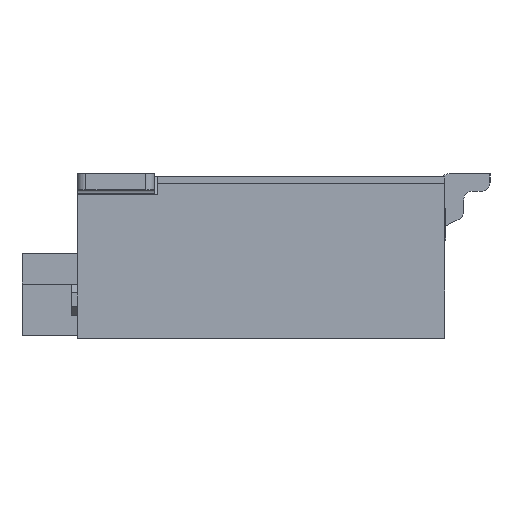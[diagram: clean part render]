
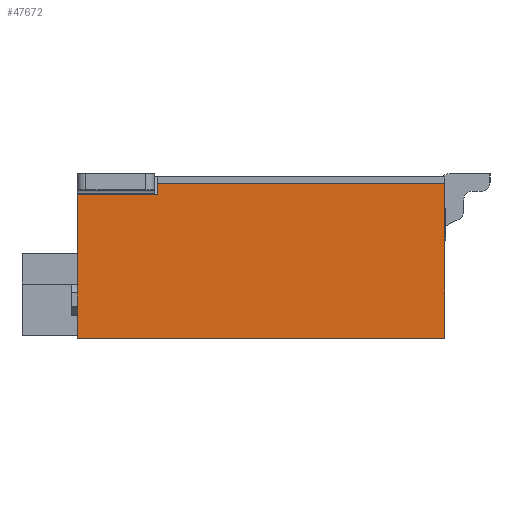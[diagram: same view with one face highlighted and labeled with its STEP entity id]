
A CAD part, left-side view. The second image highlights one B-rep face of the part: STEP entity #47672.
In plain terms, the highlighted planar face has unit normal (-1, 0, 0).
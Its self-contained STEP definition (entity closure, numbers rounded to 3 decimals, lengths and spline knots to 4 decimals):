
#1=DIRECTION('',(0.,-1.,0.));
#2=VECTOR('',#1,4.45);
#3=CARTESIAN_POINT('',(-9.975,1.6,1.145));
#4=LINE('',#3,#2);
#13=DIRECTION('',(0.,0.,-1.));
#14=VECTOR('',#13,0.17);
#15=CARTESIAN_POINT('',(-9.975,1.6,1.145));
#16=LINE('',#15,#14);
#191=DIRECTION('',(0.,1.,0.));
#192=VECTOR('',#191,5.7);
#193=CARTESIAN_POINT('',(-9.975,-2.85,-1.255));
#194=LINE('',#193,#192);
#383=DIRECTION('',(0.,0.,-1.));
#384=VECTOR('',#383,2.4);
#385=CARTESIAN_POINT('',(-9.975,-2.85,1.145));
#386=LINE('',#385,#384);
#8313=DIRECTION('',(0.,-1.,0.));
#8314=VECTOR('',#8313,1.25);
#8315=CARTESIAN_POINT('',(-9.975,2.85,0.975));
#8316=LINE('',#8315,#8314);
#8339=DIRECTION('',(0.,0.,1.));
#8340=VECTOR('',#8339,2.23);
#8341=CARTESIAN_POINT('',(-9.975,2.85,-1.255));
#8342=LINE('',#8341,#8340);
#37529=CARTESIAN_POINT('',(-9.975,1.6,1.145));
#37530=CARTESIAN_POINT('',(-9.975,-2.85,1.145));
#37531=VERTEX_POINT('',#37529);
#37532=VERTEX_POINT('',#37530);
#37533=CARTESIAN_POINT('',(-9.975,1.6,0.975));
#37534=VERTEX_POINT('',#37533);
#37535=CARTESIAN_POINT('',(-9.975,2.85,0.975));
#37536=VERTEX_POINT('',#37535);
#37537=CARTESIAN_POINT('',(-9.975,2.85,-1.255));
#37538=VERTEX_POINT('',#37537);
#37539=CARTESIAN_POINT('',(-9.975,-2.85,-1.255));
#37540=VERTEX_POINT('',#37539);
#47653=CARTESIAN_POINT('',(-9.975,0.,-0.055));
#47654=DIRECTION('',(1.,0.,0.));
#47655=DIRECTION('',(0.,-1.,0.));
#47656=AXIS2_PLACEMENT_3D('',#47653,#47654,#47655);
#47657=PLANE('',#47656);
#47659=ORIENTED_EDGE('',*,*,#47658,.T.);
#47661=ORIENTED_EDGE('',*,*,#47660,.T.);
#47663=ORIENTED_EDGE('',*,*,#47662,.T.);
#47665=ORIENTED_EDGE('',*,*,#47664,.T.);
#47667=ORIENTED_EDGE('',*,*,#47666,.T.);
#47669=ORIENTED_EDGE('',*,*,#47668,.F.);
#47670=EDGE_LOOP('',(#47659,#47661,#47663,#47665,#47667,#47669));
#47671=FACE_OUTER_BOUND('',#47670,.F.);
#47672=ADVANCED_FACE('',(#47671),#47657,.F.);
#47658=EDGE_CURVE('',#37531,#37532,#4,.T.);
#47660=EDGE_CURVE('',#37532,#37540,#386,.T.);
#47662=EDGE_CURVE('',#37540,#37538,#194,.T.);
#47664=EDGE_CURVE('',#37538,#37536,#8342,.T.);
#47666=EDGE_CURVE('',#37536,#37534,#8316,.T.);
#47668=EDGE_CURVE('',#37531,#37534,#16,.T.);
